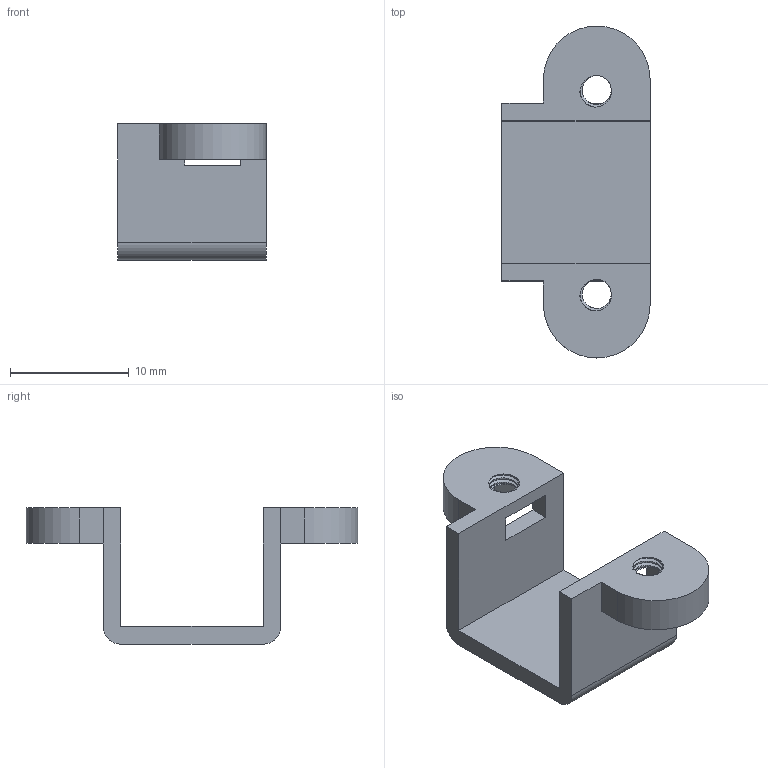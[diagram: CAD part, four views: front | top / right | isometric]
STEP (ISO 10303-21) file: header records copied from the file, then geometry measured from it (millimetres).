
FILE_DESCRIPTION(('FreeCAD Model'),'2;1');
FILE_NAME('Open CASCADE Shape Model','2025-08-18T19:10:25',('Author'),( ''),'Open CASCADE STEP processor 7.8','FreeCAD','Unknown');
FILE_SCHEMA(('AUTOMOTIVE_DESIGN { 1 0 10303 214 1 1 1 1 }'));
Length unit declared in the file: millimetre
Products named in the file (1): Fillet
Bounding box: 12.5 x 28 x 11.5 mm (x, y, z)
Volume: 833.9 mm3; surface area: 1320.4 mm2
Topology: 1 solids, 1 shells, 62 faces, 172 edges, 110 vertices
Faces by surface type: plane 32, bspline 24, cylinder 6
Entity records: 4562 total; most frequent: CARTESIAN_POINT 3127, ORIENTED_EDGE 344, DIRECTION 202, EDGE_CURVE 172, VERTEX_POINT 110, LINE 96, VECTOR 96, FACE_BOUND 68
